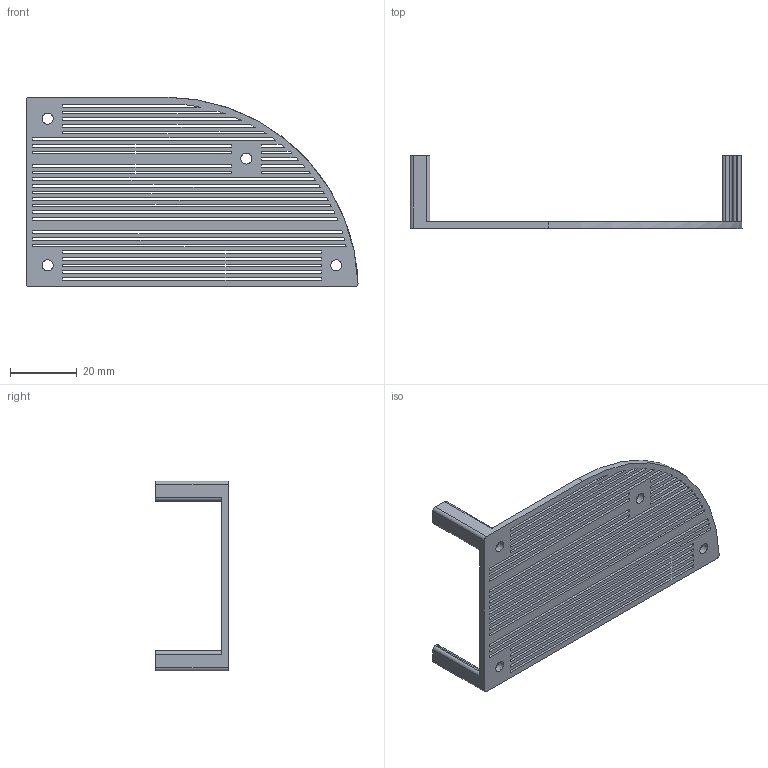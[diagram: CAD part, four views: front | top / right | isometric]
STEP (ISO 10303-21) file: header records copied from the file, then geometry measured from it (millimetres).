
FILE_DESCRIPTION(/* description */ (''),/* implementation_level */ '2;1');
FILE_NAME(/* name */ 'Cover(Mirror).step',/* time_stamp */ '2022-12-10T12:05:13+08:00',/* author */ (''),/* organization */ (''),/* preprocessor_version */ 'ST-DEVELOPER v19.2',/* originating_system */ 'Autodesk Translation Framework v11.17.0.187',/* authorisation */ '');
FILE_SCHEMA (('AUTOMOTIVE_DESIGN { 1 0 10303 214 3 1 1 }'));
Length unit declared in the file: millimetre
Products named in the file (1): Cover(Mirror)
Bounding box: 99.66 x 21.85 x 57 mm (x, y, z)
Volume: 8161.7 mm3; surface area: 16480.8 mm2
Topology: 1 solids, 1 shells, 163 faces, 483 edges, 322 vertices
Faces by surface type: plane 118, cylinder 45
Full cylindrical faces by diameter (mm): 3.3 x4
Entity records: 5597 total; most frequent: CARTESIAN_POINT 969, ORIENTED_EDGE 966, DIRECTION 902, EDGE_CURVE 483, LINE 392, VECTOR 392, VERTEX_POINT 322, AXIS2_PLACEMENT_3D 255
